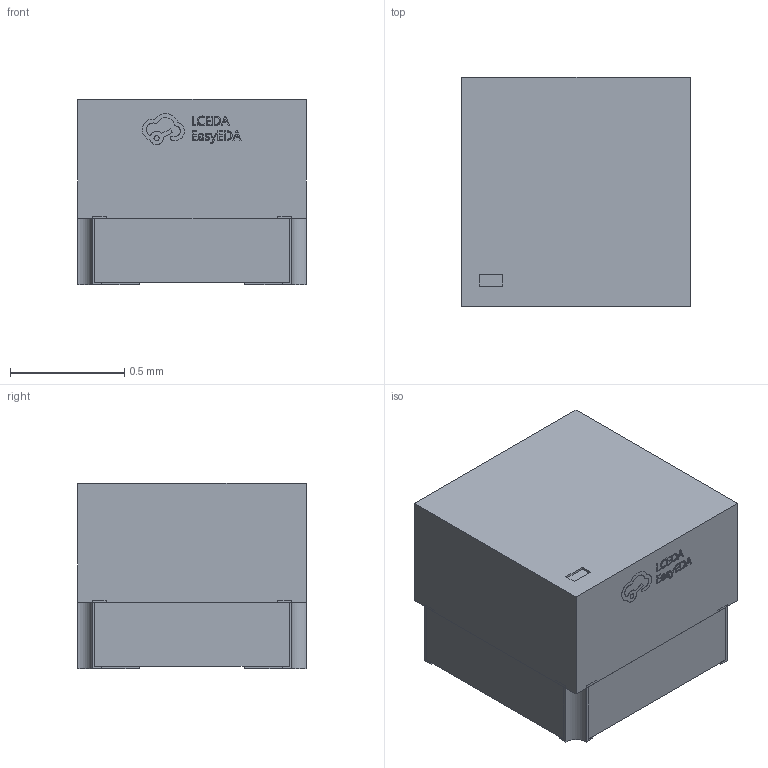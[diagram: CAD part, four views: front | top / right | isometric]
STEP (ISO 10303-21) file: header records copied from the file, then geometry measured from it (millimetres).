
FILE_DESCRIPTION (( 'STEP AP214' ), '1' );
FILE_NAME ('LED-SMD_4P-L1.0-W1.0-TL_XL-1010RGBC-WS2812B.STEP', '2023-02-14T03:32:19', ( 'PC' ), ( 'Microsoft' ), 'SwSTEP 2.0', 'SolidWorks 2020', '' );
FILE_SCHEMA (( 'AUTOMOTIVE_DESIGN' ));
Length unit declared in the file: millimetre
Products named in the file (1): LED-SMD_4P-L1.0-W1.0-TL_XL-1010RGBC-WS2812B
Bounding box: 1 x 1 x 0.81 mm (x, y, z)
Volume: 0.8 mm3; surface area: 8 mm2
Topology: 6 solids, 6 shells, 309 faces, 828 edges, 552 vertices
Faces by surface type: plane 195, bspline 98, cylinder 16
Entity records: 13520 total; most frequent: CARTESIAN_POINT 2996, ORIENTED_EDGE 1656, DIRECTION 1084, EDGE_CURVE 828, LINE 596, VECTOR 596, VERTEX_POINT 552, EDGE_LOOP 330
